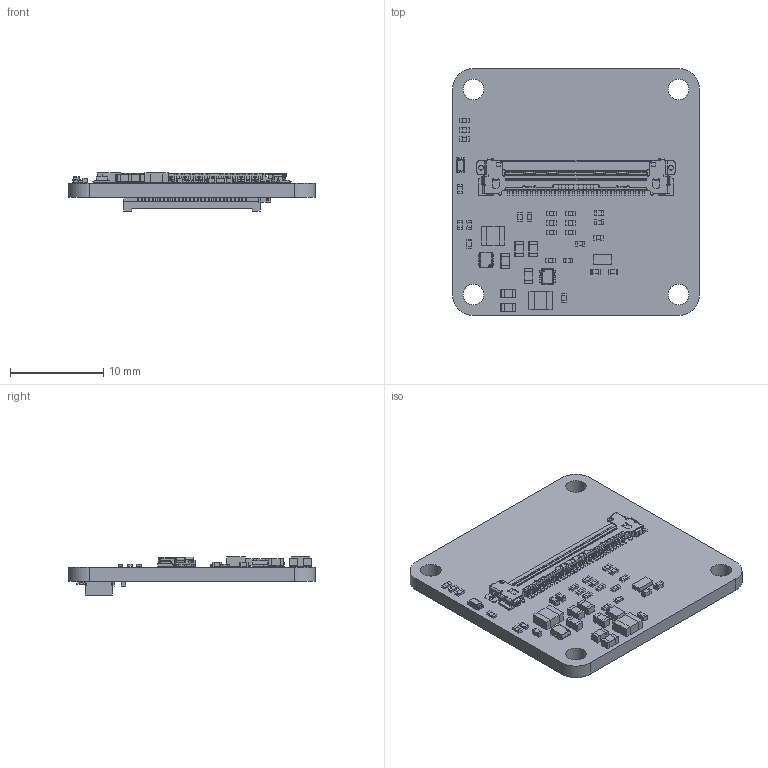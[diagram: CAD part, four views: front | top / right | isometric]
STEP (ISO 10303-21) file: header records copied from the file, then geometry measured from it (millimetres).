
FILE_DESCRIPTION(('KiCad electronic assembly'),'2;1');
FILE_NAME('framos-csi-adapter.step','2025-12-30T07:52:11',('Pcbnew'),( 'Kicad'),'Open CASCADE STEP processor 7.8','KiCad to STEP converter' ,'Unknown');
FILE_SCHEMA(('AUTOMOTIVE_DESIGN { 1 0 10303 214 1 1 1 1 }'));
Length unit declared in the file: millimetre
Products named in the file (13): framos-csi-adapter 1; R_0402_1005Metric; C_0603_1608Metric; WE-PMI-1008; Ferrite; Contact; C_0402_1005Metric; LED_0603_1608Metric; SOT-666; 20455-030E-xxC; SOT833-1; Conn_Socket_Hirose_DF40_2x30_DF40C-60DS-0.4V; framos-csi-adapter_PCB
Assembly tree (45 placements, depth 3):
  framos-csi-adapter 1
    R_0402_1005Metric  x19
    C_0603_1608Metric  x6
    WE-PMI-1008  x2
      Ferrite
      Contact
    C_0402_1005Metric  x8
    LED_0603_1608Metric
    SOT-666  x2
    20455-030E-xxC
    SOT833-1
    Conn_Socket_Hirose_DF40_2x30_DF40C-60DS-0.4V
    framos-csi-adapter_PCB
Bounding box: 26.5 x 26.5 x 4.08 mm (x, y, z)
Volume: 1132.2 mm3; surface area: 2231.6 mm2
Topology: 58 solids, 58 shells, 4297 faces, 11441 edges, 7364 vertices
Faces by surface type: plane 3011, cylinder 1086, bspline 108, sphere 76, cone 16
Full cylindrical faces by diameter (mm): 2.2 x4
Entity records: 110850 total; most frequent: CARTESIAN_POINT 21361, ORIENTED_EDGE 18702, DIRECTION 17559, EDGE_CURVE 9351, LINE 7469, VECTOR 7469, VERTEX_POINT 6151, AXIS2_PLACEMENT_3D 5045
